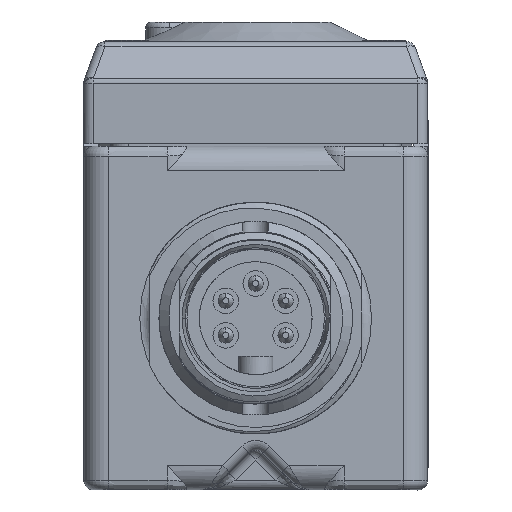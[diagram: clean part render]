
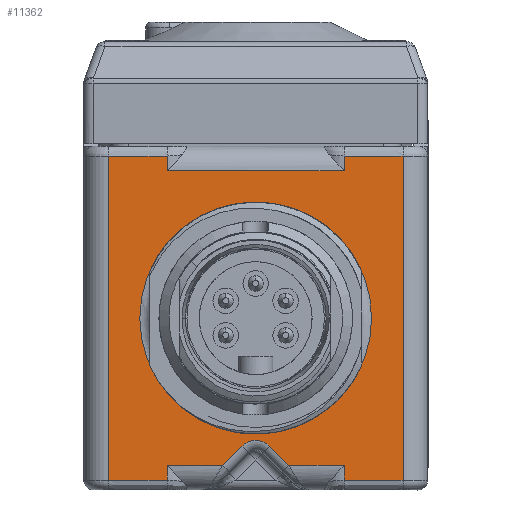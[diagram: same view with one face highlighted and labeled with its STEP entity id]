
A CAD part, front view. The second image highlights one B-rep face of the part: STEP entity #11362.
In plain terms, the highlighted planar face has unit normal (0, -1, 0).
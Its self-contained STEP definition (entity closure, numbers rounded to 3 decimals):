
#1127=DIRECTION('',(1.,0.,0.));
#1128=VECTOR('',#1127,7.142);
#1129=CARTESIAN_POINT('',(4.288,0.,-19.045));
#1130=LINE('',#1129,#1128);
#1135=DIRECTION('',(1.,0.,0.));
#1136=VECTOR('',#1135,7.142);
#1137=CARTESIAN_POINT('',(-11.43,0.,-19.045));
#1138=LINE('',#1137,#1136);
#1163=CARTESIAN_POINT('',(0.,0.,0.));
#1164=DIRECTION('',(0.,-1.,0.));
#1165=DIRECTION('',(0.,0.,-1.));
#1166=AXIS2_PLACEMENT_3D('',#1163,#1164,#1165);
#1168=CARTESIAN_POINT('',(0.,0.,0.));
#1169=DIRECTION('',(0.,-1.,0.));
#1170=DIRECTION('',(0.,0.,1.));
#1171=AXIS2_PLACEMENT_3D('',#1168,#1169,#1170);
#1173=CARTESIAN_POINT('',(-19.045,0.,20.955));
#1174=CARTESIAN_POINT('',(-18.663,0.,20.955));
#1175=CARTESIAN_POINT('',(-17.925,0.,
20.955));
#1176=CARTESIAN_POINT('',(-16.896,0.,
20.955));
#1177=CARTESIAN_POINT('',(-15.936,0.,
20.955));
#1178=CARTESIAN_POINT('',(-15.042,0.,
20.955));
#1179=CARTESIAN_POINT('',(-14.209,0.,
20.955));
#1180=CARTESIAN_POINT('',(-13.432,0.,
20.955));
#1181=CARTESIAN_POINT('',(-12.71,0.,
20.955));
#1182=CARTESIAN_POINT('',(-12.037,0.,
20.956));
#1183=CARTESIAN_POINT('',(-11.626,0.,
20.954));
#1184=CARTESIAN_POINT('',(-11.43,0.,
20.955));
#1186=DIRECTION('',(0.,0.,-1.));
#1187=VECTOR('',#1186,1.91);
#1188=CARTESIAN_POINT('',(-11.43,0.,
20.955));
#1189=LINE('',#1188,#1187);
#1190=DIRECTION('',(0.,0.,-1.));
#1191=VECTOR('',#1190,1.91);
#1192=CARTESIAN_POINT('',(11.43,0.,20.955));
#1193=LINE('',#1192,#1191);
#1194=CARTESIAN_POINT('',(11.43,0.,20.955));
#1195=CARTESIAN_POINT('',(11.627,0.,20.954));
#1196=CARTESIAN_POINT('',(12.039,0.,
20.956));
#1197=CARTESIAN_POINT('',(12.712,0.,20.955));
#1198=CARTESIAN_POINT('',(13.435,0.,
20.955));
#1199=CARTESIAN_POINT('',(14.212,0.,
20.955));
#1200=CARTESIAN_POINT('',(15.045,0.,
20.955));
#1201=CARTESIAN_POINT('',(15.939,0.,
20.955));
#1202=CARTESIAN_POINT('',(16.899,0.,
20.955));
#1203=CARTESIAN_POINT('',(17.927,0.,
20.955));
#1204=CARTESIAN_POINT('',(18.664,0.,20.955));
#1205=CARTESIAN_POINT('',(19.045,0.,20.955));
#1207=CARTESIAN_POINT('',(19.045,0.,-20.955));
#1208=CARTESIAN_POINT('',(18.664,0.,-20.955));
#1209=CARTESIAN_POINT('',(17.927,0.,
-20.955));
#1210=CARTESIAN_POINT('',(16.899,0.,
-20.955));
#1211=CARTESIAN_POINT('',(15.939,0.,
-20.955));
#1212=CARTESIAN_POINT('',(15.045,0.,
-20.955));
#1213=CARTESIAN_POINT('',(14.212,0.,
-20.955));
#1214=CARTESIAN_POINT('',(13.435,0.,
-20.955));
#1215=CARTESIAN_POINT('',(12.712,0.,
-20.955));
#1216=CARTESIAN_POINT('',(12.039,0.,
-20.956));
#1217=CARTESIAN_POINT('',(11.627,0.,
-20.954));
#1218=CARTESIAN_POINT('',(11.43,0.,
-20.955));
#1220=DIRECTION('',(0.,0.,-1.));
#1221=VECTOR('',#1220,1.91);
#1222=CARTESIAN_POINT('',(11.43,0.,-19.045));
#1223=LINE('',#1222,#1221);
#1224=DIRECTION('',(0.,0.,-1.));
#1225=VECTOR('',#1224,1.91);
#1226=CARTESIAN_POINT('',(-11.43,0.,-19.045));
#1227=LINE('',#1226,#1225);
#1228=CARTESIAN_POINT('',(-11.43,0.,
-20.955));
#1229=CARTESIAN_POINT('',(-11.626,0.,
-20.954));
#1230=CARTESIAN_POINT('',(-12.037,0.,
-20.956));
#1231=CARTESIAN_POINT('',(-12.71,0.,
-20.955));
#1232=CARTESIAN_POINT('',(-13.432,0.,
-20.955));
#1233=CARTESIAN_POINT('',(-14.209,0.,
-20.955));
#1234=CARTESIAN_POINT('',(-15.042,0.,
-20.955));
#1235=CARTESIAN_POINT('',(-15.936,0.,
-20.955));
#1236=CARTESIAN_POINT('',(-16.896,0.,
-20.955));
#1237=CARTESIAN_POINT('',(-17.925,0.,
-20.955));
#1238=CARTESIAN_POINT('',(-18.663,0.,-20.955));
#1239=CARTESIAN_POINT('',(-19.045,0.,-20.955));
#1241=DIRECTION('',(0.,0.,1.));
#1242=VECTOR('',#1241,41.91);
#1243=CARTESIAN_POINT('',(-19.045,0.,-20.955));
#1244=LINE('',#1243,#1242);
#8066=DIRECTION('',(-1.,0.,0.));
#8067=VECTOR('',#8066,22.86);
#8068=CARTESIAN_POINT('',(11.43,0.,19.045));
#8069=LINE('',#8068,#8067);
#8150=DIRECTION('',(0.,0.,1.));
#8151=VECTOR('',#8150,41.91);
#8152=CARTESIAN_POINT('',(19.045,0.,-20.955));
#8153=LINE('',#8152,#8151);
#8154=CARTESIAN_POINT('',(11.43,0.,19.045));
#8292=CARTESIAN_POINT('',(-11.43,0.,-19.045));
#8362=DIRECTION('',(-0.707,0.,0.707));
#8363=VECTOR('',#8362,3.525);
#8364=CARTESIAN_POINT('',(4.288,0.,-19.045));
#8365=LINE('',#8364,#8363);
#8529=CARTESIAN_POINT('',(-4.288,0.,-19.045));
#8596=CARTESIAN_POINT('',(0.,0.,-18.349));
#8597=DIRECTION('',(0.,1.,0.));
#8598=DIRECTION('',(-0.707,0.,0.707));
#8599=AXIS2_PLACEMENT_3D('',#8596,#8597,#8598);
#8601=DIRECTION('',(0.707,0.,0.707));
#8602=VECTOR('',#8601,3.525);
#8603=CARTESIAN_POINT('',(-4.288,0.,-19.045));
#8604=LINE('',#8603,#8602);
#8667=CARTESIAN_POINT('',(0.,0.,-14.985));
#8668=CARTESIAN_POINT('',(0.,0.,14.985));
#8669=VERTEX_POINT('',#8667);
#8670=VERTEX_POINT('',#8668);
#8867=VERTEX_POINT('',#8529);
#8868=CARTESIAN_POINT('',(-1.796,0.,-16.553));
#8869=VERTEX_POINT('',#8868);
#8874=CARTESIAN_POINT('',(1.796,0.,-16.553));
#8875=VERTEX_POINT('',#8874);
#8876=CARTESIAN_POINT('',(4.288,0.,-19.045));
#8877=VERTEX_POINT('',#8876);
#9221=CARTESIAN_POINT('',(19.045,0.,20.955));
#9222=VERTEX_POINT('',#9221);
#9225=VERTEX_POINT('',#1173);
#9226=VERTEX_POINT('',#1184);
#9228=VERTEX_POINT('',#1194);
#9241=CARTESIAN_POINT('',(-19.045,0.,-20.955));
#9242=VERTEX_POINT('',#9241);
#9245=VERTEX_POINT('',#1207);
#9246=VERTEX_POINT('',#1218);
#9248=VERTEX_POINT('',#1228);
#9255=CARTESIAN_POINT('',(-11.43,0.,19.045));
#9256=VERTEX_POINT('',#9255);
#9259=VERTEX_POINT('',#8154);
#9265=VERTEX_POINT('',#8292);
#9703=CARTESIAN_POINT('',(11.43,0.,-19.045));
#9704=VERTEX_POINT('',#9703);
#11321=CARTESIAN_POINT('',(0.,0.,0.));
#11322=DIRECTION('',(0.,1.,0.));
#11323=DIRECTION('',(1.,0.,0.));
#11324=AXIS2_PLACEMENT_3D('',#11321,#11322,#11323);
#11325=PLANE('',#11324);
#11327=ORIENTED_EDGE('',*,*,#11326,.T.);
#11329=ORIENTED_EDGE('',*,*,#11328,.T.);
#11331=ORIENTED_EDGE('',*,*,#11330,.F.);
#11333=ORIENTED_EDGE('',*,*,#11332,.F.);
#11335=ORIENTED_EDGE('',*,*,#11334,.T.);
#11337=ORIENTED_EDGE('',*,*,#11336,.F.);
#11338=ORIENTED_EDGE('',*,*,#11148,.T.);
#11339=ORIENTED_EDGE('',*,*,#11316,.F.);
#11340=ORIENTED_EDGE('',*,*,#11285,.F.);
#11342=ORIENTED_EDGE('',*,*,#11341,.T.);
#11344=ORIENTED_EDGE('',*,*,#11343,.F.);
#11346=ORIENTED_EDGE('',*,*,#11345,.F.);
#11347=ORIENTED_EDGE('',*,*,#11300,.F.);
#11349=ORIENTED_EDGE('',*,*,#11348,.T.);
#11351=ORIENTED_EDGE('',*,*,#11350,.T.);
#11353=ORIENTED_EDGE('',*,*,#11352,.T.);
#11354=EDGE_LOOP('',(#11327,#11329,#11331,#11333,#11335,#11337,#11338,#11339,
#11340,#11342,#11344,#11346,#11347,#11349,#11351,#11353));
#11355=FACE_OUTER_BOUND('',#11354,.F.);
#11357=ORIENTED_EDGE('',*,*,#11356,.T.);
#11359=ORIENTED_EDGE('',*,*,#11358,.T.);
#11360=EDGE_LOOP('',(#11357,#11359));
#11361=FACE_BOUND('',#11360,.F.);
#11362=ADVANCED_FACE('',(#11355,#11361),#11325,.F.);
#1167=CIRCLE('',#1166,14.985);
#1172=CIRCLE('',#1171,14.985);
#1185=B_SPLINE_CURVE_WITH_KNOTS('',3,(#1173,#1174,#1175,#1176,#1177,#1178,#1179,
#1180,#1181,#1182,#1183,#1184),.UNSPECIFIED.,.F.,.F.,(4,1,1,1,1,1,1,1,1,4),
(0.,0.111,0.222,0.333,0.444,
0.556,0.667,0.778,0.889,1.),
.UNSPECIFIED.);
#1206=B_SPLINE_CURVE_WITH_KNOTS('',3,(#1194,#1195,#1196,#1197,#1198,#1199,#1200,
#1201,#1202,#1203,#1204,#1205),.UNSPECIFIED.,.F.,.F.,(4,1,1,1,1,1,1,1,1,4),
(0.,0.111,0.222,0.333,0.444,
0.556,0.667,0.778,0.889,1.),
.UNSPECIFIED.);
#1219=B_SPLINE_CURVE_WITH_KNOTS('',3,(#1207,#1208,#1209,#1210,#1211,#1212,#1213,
#1214,#1215,#1216,#1217,#1218),.UNSPECIFIED.,.F.,.F.,(4,1,1,1,1,1,1,1,1,4),
(0.,0.111,0.222,0.333,0.444,
0.556,0.667,0.778,0.889,1.),
.UNSPECIFIED.);
#1240=B_SPLINE_CURVE_WITH_KNOTS('',3,(#1228,#1229,#1230,#1231,#1232,#1233,#1234,
#1235,#1236,#1237,#1238,#1239),.UNSPECIFIED.,.F.,.F.,(4,1,1,1,1,1,1,1,1,4),
(0.,0.111,0.222,0.333,0.444,
0.556,0.667,0.778,0.889,1.),
.UNSPECIFIED.);
#8600=CIRCLE('',#8599,2.54);
#11148=EDGE_CURVE('',#9245,#9246,#1219,.T.);
#11285=EDGE_CURVE('',#8877,#9704,#1130,.T.);
#11300=EDGE_CURVE('',#9265,#8867,#1138,.T.);
#11316=EDGE_CURVE('',#9704,#9246,#1223,.T.);
#11326=EDGE_CURVE('',#9225,#9226,#1185,.T.);
#11328=EDGE_CURVE('',#9226,#9256,#1189,.T.);
#11330=EDGE_CURVE('',#9259,#9256,#8069,.T.);
#11332=EDGE_CURVE('',#9228,#9259,#1193,.T.);
#11334=EDGE_CURVE('',#9228,#9222,#1206,.T.);
#11336=EDGE_CURVE('',#9245,#9222,#8153,.T.);
#11341=EDGE_CURVE('',#8877,#8875,#8365,.T.);
#11343=EDGE_CURVE('',#8869,#8875,#8600,.T.);
#11345=EDGE_CURVE('',#8867,#8869,#8604,.T.);
#11348=EDGE_CURVE('',#9265,#9248,#1227,.T.);
#11350=EDGE_CURVE('',#9248,#9242,#1240,.T.);
#11352=EDGE_CURVE('',#9242,#9225,#1244,.T.);
#11356=EDGE_CURVE('',#8669,#8670,#1167,.T.);
#11358=EDGE_CURVE('',#8670,#8669,#1172,.T.);
